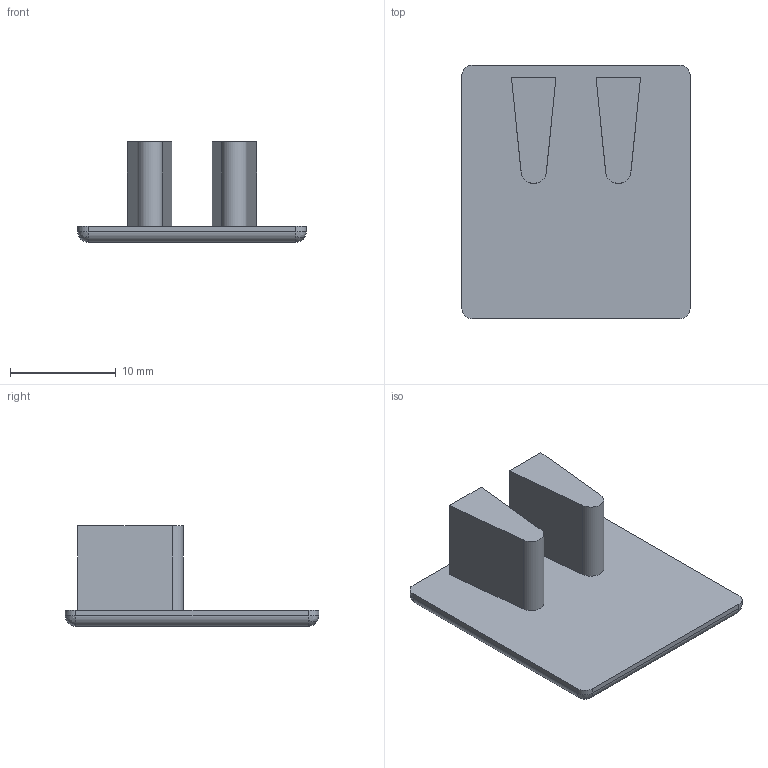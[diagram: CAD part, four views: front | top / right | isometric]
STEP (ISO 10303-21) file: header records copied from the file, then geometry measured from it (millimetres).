
FILE_DESCRIPTION (( 'STEP AP203' ), '1' );
FILE_NAME ('GMCB-BBM-ECAP.step', '2024-07-23T19:27:50', ( '' ), ( '' ), 'SwSTEP 2.0', 'SolidWorks 2023', '' );
FILE_SCHEMA (( 'CONFIG_CONTROL_DESIGN' ));
Length unit declared in the file: inch
Products named in the file (1): GMCB-BBM-ECAP
Bounding box: 21.6 x 24 x 9.5 mm (x, y, z)
Volume: 1260.2 mm3; surface area: 1541.3 mm2
Topology: 1 solids, 1 shells, 32 faces, 84 edges, 48 vertices
Faces by surface type: plane 14, cylinder 10, bspline 8
Entity records: 1099 total; most frequent: CARTESIAN_POINT 277, DIRECTION 162, ORIENTED_EDGE 152, EDGE_CURVE 76, AXIS2_PLACEMENT_3D 61, VERTEX_POINT 48, LINE 40, VECTOR 40
